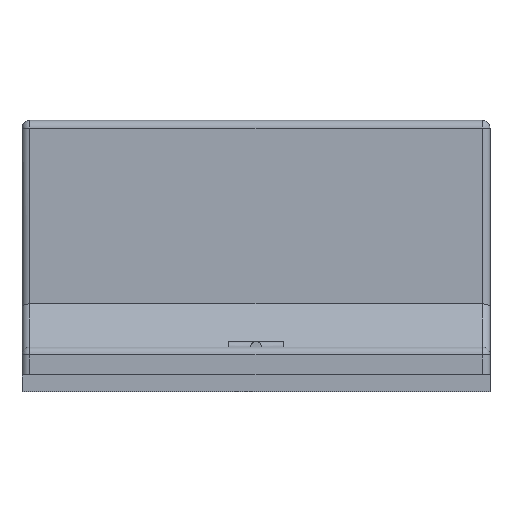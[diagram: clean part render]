
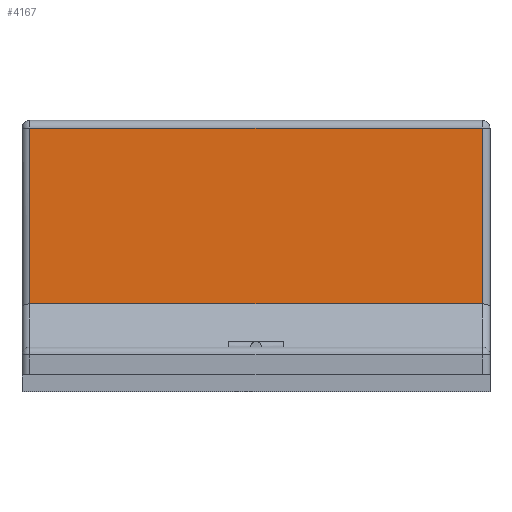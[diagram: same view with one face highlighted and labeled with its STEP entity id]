
A CAD part, top view. The second image highlights one B-rep face of the part: STEP entity #4167.
In plain terms, the highlighted planar face has unit normal (0, 0, 1).
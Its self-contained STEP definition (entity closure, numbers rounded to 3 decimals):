
#2436 = CYLINDRICAL_SURFACE('',#2437,0.7);
#2437 = AXIS2_PLACEMENT_3D('',#2438,#2439,#2440);
#2438 = CARTESIAN_POINT('',(-21.817,8.688,3.5));
#2439 = DIRECTION('',(1.,0.,0.));
#2440 = DIRECTION('',(0.,0.707,0.707));
#2627 = CYLINDRICAL_SURFACE('',#2628,0.7);
#2628 = AXIS2_PLACEMENT_3D('',#2629,#2630,#2631);
#2629 = CARTESIAN_POINT('',(-21.117,-2.862,3.5));
#2630 = DIRECTION('',(0.,1.,0.));
#2631 = DIRECTION('',(-0.707,0.,0.707));
#2640 = VERTEX_POINT('',#2641);
#2641 = CARTESIAN_POINT('',(-21.117,8.688,4.2));
#2788 = EDGE_CURVE('',#2789,#2640,#2791,.T.);
#2789 = VERTEX_POINT('',#2790);
#2790 = CARTESIAN_POINT('',(19.783,8.688,4.2));
#2791 = SURFACE_CURVE('',#2792,(#2796,#2803),.PCURVE_S1.);
#2792 = LINE('',#2793,#2794);
#2793 = CARTESIAN_POINT('',(19.783,8.688,4.2));
#2794 = VECTOR('',#2795,1.);
#2795 = DIRECTION('',(-1.,0.,0.));
#2796 = PCURVE('',#2436,#2797);
#2797 = DEFINITIONAL_REPRESENTATION('',(#2798),#2802);
#2798 = LINE('',#2799,#2800);
#2799 = CARTESIAN_POINT('',(7.069,41.6));
#2800 = VECTOR('',#2801,1.);
#2801 = DIRECTION('',(0.,-1.));
#2802 = ( GEOMETRIC_REPRESENTATION_CONTEXT(2) 
PARAMETRIC_REPRESENTATION_CONTEXT() REPRESENTATION_CONTEXT('2D SPACE',''
  ) );
#2803 = PCURVE('',#2804,#2809);
#2804 = PLANE('',#2805);
#2805 = AXIS2_PLACEMENT_3D('',#2806,#2807,#2808);
#2806 = CARTESIAN_POINT('',(-21.817,9.388,4.2));
#2807 = DIRECTION('',(0.,0.,-1.));
#2808 = DIRECTION('',(-1.,0.,0.));
#2809 = DEFINITIONAL_REPRESENTATION('',(#2810),#2814);
#2810 = LINE('',#2811,#2812);
#2811 = CARTESIAN_POINT('',(-41.6,-0.7));
#2812 = VECTOR('',#2813,1.);
#2813 = DIRECTION('',(1.,0.));
#2814 = ( GEOMETRIC_REPRESENTATION_CONTEXT(2) 
PARAMETRIC_REPRESENTATION_CONTEXT() REPRESENTATION_CONTEXT('2D SPACE',''
  ) );
#2882 = CYLINDRICAL_SURFACE('',#2883,0.7);
#2883 = AXIS2_PLACEMENT_3D('',#2884,#2885,#2886);
#2884 = CARTESIAN_POINT('',(19.783,9.388,3.5));
#2885 = DIRECTION('',(0.,-1.,0.));
#2886 = DIRECTION('',(0.707,0.,0.707));
#4031 = VERTEX_POINT('',#4032);
#4032 = CARTESIAN_POINT('',(-21.117,-7.198,4.2));
#4147 = EDGE_CURVE('',#2640,#4031,#4148,.T.);
#4148 = SURFACE_CURVE('',#4149,(#4153,#4160),.PCURVE_S1.);
#4149 = LINE('',#4150,#4151);
#4150 = CARTESIAN_POINT('',(-21.117,8.688,4.2));
#4151 = VECTOR('',#4152,1.);
#4152 = DIRECTION('',(0.,-1.,0.));
#4153 = PCURVE('',#2627,#4154);
#4154 = DEFINITIONAL_REPRESENTATION('',(#4155),#4159);
#4155 = LINE('',#4156,#4157);
#4156 = CARTESIAN_POINT('',(7.069,11.55));
#4157 = VECTOR('',#4158,1.);
#4158 = DIRECTION('',(0.,-1.));
#4159 = ( GEOMETRIC_REPRESENTATION_CONTEXT(2) 
PARAMETRIC_REPRESENTATION_CONTEXT() REPRESENTATION_CONTEXT('2D SPACE',''
  ) );
#4160 = PCURVE('',#2804,#4161);
#4161 = DEFINITIONAL_REPRESENTATION('',(#4162),#4166);
#4162 = LINE('',#4163,#4164);
#4163 = CARTESIAN_POINT('',(-0.7,-0.7));
#4164 = VECTOR('',#4165,1.);
#4165 = DIRECTION('',(0.,-1.));
#4166 = ( GEOMETRIC_REPRESENTATION_CONTEXT(2) 
PARAMETRIC_REPRESENTATION_CONTEXT() REPRESENTATION_CONTEXT('2D SPACE',''
  ) );
#4167 = ADVANCED_FACE('',(#4168),#2804,.F.);
#4168 = FACE_BOUND('',#4169,.F.);
#4169 = EDGE_LOOP('',(#4170,#4193,#4219,#4220));
#4170 = ORIENTED_EDGE('',*,*,#4171,.F.);
#4171 = EDGE_CURVE('',#4172,#2789,#4174,.T.);
#4172 = VERTEX_POINT('',#4173);
#4173 = CARTESIAN_POINT('',(19.783,-7.198,4.2));
#4174 = SURFACE_CURVE('',#4175,(#4179,#4186),.PCURVE_S1.);
#4175 = LINE('',#4176,#4177);
#4176 = CARTESIAN_POINT('',(19.783,-7.198,4.2));
#4177 = VECTOR('',#4178,1.);
#4178 = DIRECTION('',(0.,1.,0.));
#4179 = PCURVE('',#2804,#4180);
#4180 = DEFINITIONAL_REPRESENTATION('',(#4181),#4185);
#4181 = LINE('',#4182,#4183);
#4182 = CARTESIAN_POINT('',(-41.6,-16.586));
#4183 = VECTOR('',#4184,1.);
#4184 = DIRECTION('',(0.,1.));
#4185 = ( GEOMETRIC_REPRESENTATION_CONTEXT(2) 
PARAMETRIC_REPRESENTATION_CONTEXT() REPRESENTATION_CONTEXT('2D SPACE',''
  ) );
#4186 = PCURVE('',#2882,#4187);
#4187 = DEFINITIONAL_REPRESENTATION('',(#4188),#4192);
#4188 = LINE('',#4189,#4190);
#4189 = CARTESIAN_POINT('',(7.069,16.586));
#4190 = VECTOR('',#4191,1.);
#4191 = DIRECTION('',(0.,-1.));
#4192 = ( GEOMETRIC_REPRESENTATION_CONTEXT(2) 
PARAMETRIC_REPRESENTATION_CONTEXT() REPRESENTATION_CONTEXT('2D SPACE',''
  ) );
#4193 = ORIENTED_EDGE('',*,*,#4194,.F.);
#4194 = EDGE_CURVE('',#4031,#4172,#4195,.T.);
#4195 = SURFACE_CURVE('',#4196,(#4200,#4207),.PCURVE_S1.);
#4196 = LINE('',#4197,#4198);
#4197 = CARTESIAN_POINT('',(-21.117,-7.198,4.2));
#4198 = VECTOR('',#4199,1.);
#4199 = DIRECTION('',(1.,0.,0.));
#4200 = PCURVE('',#2804,#4201);
#4201 = DEFINITIONAL_REPRESENTATION('',(#4202),#4206);
#4202 = LINE('',#4203,#4204);
#4203 = CARTESIAN_POINT('',(-0.7,-16.586));
#4204 = VECTOR('',#4205,1.);
#4205 = DIRECTION('',(-1.,0.));
#4206 = ( GEOMETRIC_REPRESENTATION_CONTEXT(2) 
PARAMETRIC_REPRESENTATION_CONTEXT() REPRESENTATION_CONTEXT('2D SPACE',''
  ) );
#4207 = PCURVE('',#4208,#4213);
#4208 = PLANE('',#4209);
#4209 = AXIS2_PLACEMENT_3D('',#4210,#4211,#4212);
#4210 = CARTESIAN_POINT('',(-21.817,-7.198,4.2));
#4211 = DIRECTION('',(0.,-0.707,-0.707));
#4212 = DIRECTION('',(-1.,0.,0.));
#4213 = DEFINITIONAL_REPRESENTATION('',(#4214),#4218);
#4214 = LINE('',#4215,#4216);
#4215 = CARTESIAN_POINT('',(-0.7,0.));
#4216 = VECTOR('',#4217,1.);
#4217 = DIRECTION('',(-1.,0.));
#4218 = ( GEOMETRIC_REPRESENTATION_CONTEXT(2) 
PARAMETRIC_REPRESENTATION_CONTEXT() REPRESENTATION_CONTEXT('2D SPACE',''
  ) );
#4219 = ORIENTED_EDGE('',*,*,#4147,.F.);
#4220 = ORIENTED_EDGE('',*,*,#2788,.F.);
